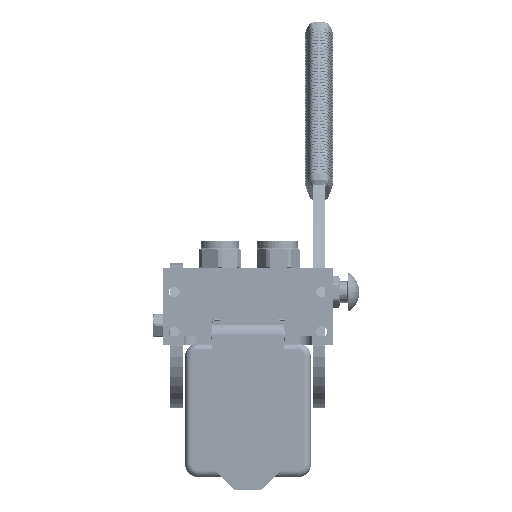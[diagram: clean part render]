
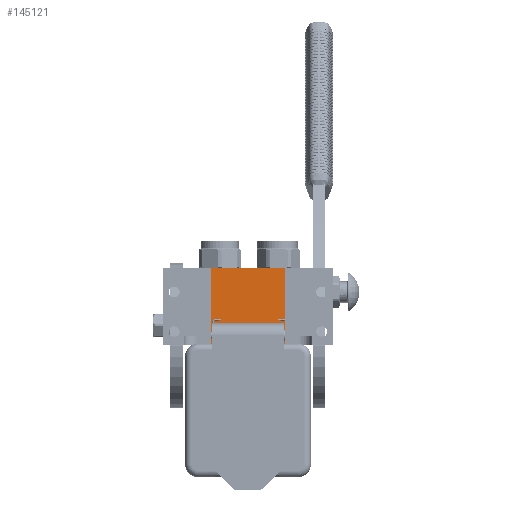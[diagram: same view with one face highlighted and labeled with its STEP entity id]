
A CAD part, left-side view. The second image highlights one B-rep face of the part: STEP entity #145121.
In plain terms, the highlighted face is planar.
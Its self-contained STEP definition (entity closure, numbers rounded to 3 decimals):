
#1765 = CARTESIAN_POINT ( 'NONE',  ( 29., 0., -107.5 ) ) ;
#7098 = EDGE_CURVE ( 'NONE', #47182, #106320, #53108, .T. ) ;
#7859 = CARTESIAN_POINT ( 'NONE',  ( 29., 0., -107.5 ) ) ;
#8435 = DIRECTION ( 'NONE',  ( -1., 0., 0. ) ) ;
#10246 = VERTEX_POINT ( 'NONE', #95320 ) ;
#16519 = PLANE ( 'NONE',  #161897 ) ;
#16647 = EDGE_CURVE ( 'NONE', #106320, #10246, #41817, .T. ) ;
#21289 = CARTESIAN_POINT ( 'NONE',  ( 29., 0., -107.5 ) ) ;
#27305 = ORIENTED_EDGE ( 'NONE', *, *, #78553, .T. ) ;
#30099 = DIRECTION ( 'NONE',  ( -1., 0., 0. ) ) ;
#32547 = DIRECTION ( 'NONE',  ( 0., 1., 0. ) ) ;
#35511 = EDGE_LOOP ( 'NONE', ( #144737, #164122, #167299, #27305 ) ) ;
#38798 = VERTEX_POINT ( 'NONE', #116419 ) ;
#41817 = LINE ( 'NONE', #95284, #129769 ) ;
#44636 = VECTOR ( 'NONE', #32547, 1000. ) ;
#47182 = VERTEX_POINT ( 'NONE', #21289 ) ;
#49781 = LINE ( 'NONE', #7859, #92711 ) ;
#53108 = LINE ( 'NONE', #1765, #92014 ) ;
#57573 = DIRECTION ( 'NONE',  ( 0., 0., -1. ) ) ;
#70181 = CARTESIAN_POINT ( 'NONE',  ( 29., 0., -107.5 ) ) ;
#78553 = EDGE_CURVE ( 'NONE', #47182, #38798, #49781, .T. ) ;
#83477 = EDGE_CURVE ( 'NONE', #38798, #10246, #91728, .T. ) ;
#91728 = LINE ( 'NONE', #99424, #44636 ) ;
#92014 = VECTOR ( 'NONE', #121118, 1000. ) ;
#92711 = VECTOR ( 'NONE', #8435, 1000. ) ;
#95284 = CARTESIAN_POINT ( 'NONE',  ( 29., 60.2, -107.5 ) ) ;
#95320 = CARTESIAN_POINT ( 'NONE',  ( -29., 60.2, -107.5 ) ) ;
#99424 = CARTESIAN_POINT ( 'NONE',  ( -29., 0., -107.5 ) ) ;
#101730 = CARTESIAN_POINT ( 'NONE',  ( 29., 60.2, -107.5 ) ) ;
#106320 = VERTEX_POINT ( 'NONE', #101730 ) ;
#107883 = DIRECTION ( 'NONE',  ( -1., 0., 0. ) ) ;
#114645 = FACE_OUTER_BOUND ( 'NONE', #35511, .T. ) ;
#116419 = CARTESIAN_POINT ( 'NONE',  ( -29., 0., -107.5 ) ) ;
#121118 = DIRECTION ( 'NONE',  ( 0., 1., 0. ) ) ;
#129769 = VECTOR ( 'NONE', #30099, 1000. ) ;
#144737 = ORIENTED_EDGE ( 'NONE', *, *, #83477, .T. ) ;
#145121 = ADVANCED_FACE ( 'NONE', ( #114645 ), #16519, .T. ) ;
#161897 = AXIS2_PLACEMENT_3D ( 'NONE', #70181, #57573, #107883 ) ;
#164122 = ORIENTED_EDGE ( 'NONE', *, *, #16647, .F. ) ;
#167299 = ORIENTED_EDGE ( 'NONE', *, *, #7098, .F. ) ;
